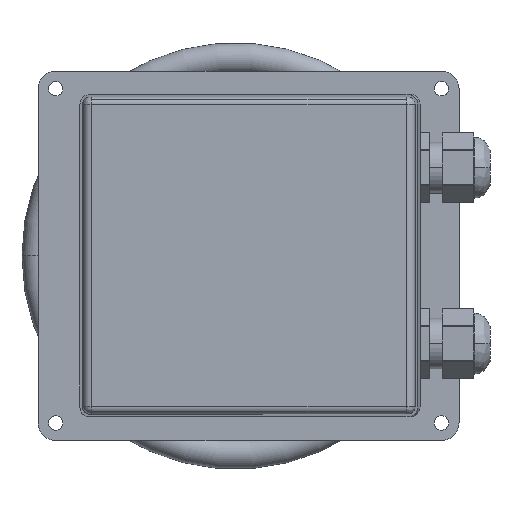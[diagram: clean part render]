
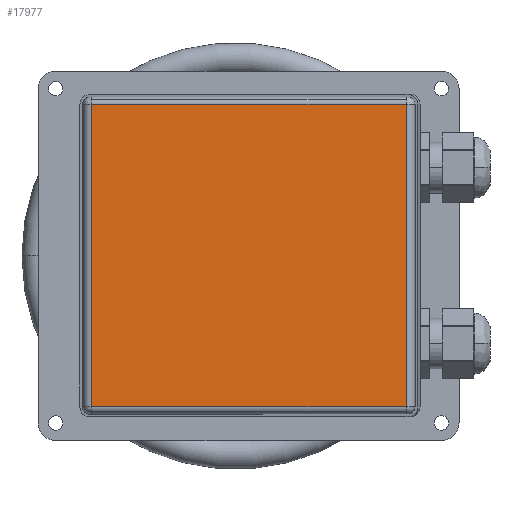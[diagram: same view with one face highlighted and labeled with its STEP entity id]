
A CAD part, top view. The second image highlights one B-rep face of the part: STEP entity #17977.
In plain terms, the highlighted planar face has unit normal (0, 0, 1).
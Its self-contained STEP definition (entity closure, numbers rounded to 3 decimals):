
#294 = EDGE_CURVE ( 'NONE', #33543, #21600, #34351, .T. ) ;
#957 = CARTESIAN_POINT ( 'NONE',  ( -51.873, -54.61, 61.223 ) ) ;
#1697 = VERTEX_POINT ( 'NONE', #5898 ) ;
#2466 = CARTESIAN_POINT ( 'NONE',  ( 61.722, -54.61, 61.223 ) ) ;
#3415 = LINE ( 'NONE', #21526, #13138 ) ;
#3712 = LINE ( 'NONE', #957, #28631 ) ;
#4967 = EDGE_CURVE ( 'NONE', #1697, #15182, #3712, .T. ) ;
#5473 = CARTESIAN_POINT ( 'NONE',  ( 61.722, 54.61, 61.223 ) ) ;
#5898 = CARTESIAN_POINT ( 'NONE',  ( -51.873, -54.61, 61.223 ) ) ;
#6896 = DIRECTION ( 'NONE',  ( 1., 0., 0. ) ) ;
#7827 = FACE_OUTER_BOUND ( 'NONE', #13950, .T. ) ;
#8952 = CARTESIAN_POINT ( 'NONE',  ( -51.873, 0., 61.223 ) ) ;
#9136 = DIRECTION ( 'NONE',  ( 1., 0., 0. ) ) ;
#9354 = DIRECTION ( 'NONE',  ( -1., 0., 0. ) ) ;
#11513 = PLANE ( 'NONE',  #15141 ) ;
#13138 = VECTOR ( 'NONE', #9354, 1000. ) ;
#13742 = CARTESIAN_POINT ( 'NONE',  ( 61.722, -54.61, 61.223 ) ) ;
#13796 = CARTESIAN_POINT ( 'NONE',  ( -51.873, 54.61, 61.223 ) ) ;
#13950 = EDGE_LOOP ( 'NONE', ( #32925, #23717, #30266, #32890 ) ) ;
#15141 = AXIS2_PLACEMENT_3D ( 'NONE', #8952, #29945, #9136 ) ;
#15182 = VERTEX_POINT ( 'NONE', #13796 ) ;
#17977 = ADVANCED_FACE ( 'NONE', ( #7827 ), #11513, .T. ) ;
#21526 = CARTESIAN_POINT ( 'NONE',  ( 61.722, -54.61, 61.223 ) ) ;
#21600 = VERTEX_POINT ( 'NONE', #5473 ) ;
#23630 = DIRECTION ( 'NONE',  ( 0., 1., 0. ) ) ;
#23717 = ORIENTED_EDGE ( 'NONE', *, *, #4967, .F. ) ;
#24386 = VECTOR ( 'NONE', #6896, 1000. ) ;
#24580 = LINE ( 'NONE', #36565, #24386 ) ;
#28631 = VECTOR ( 'NONE', #23630, 1000. ) ;
#29945 = DIRECTION ( 'NONE',  ( 0., 0., 1. ) ) ;
#30266 = ORIENTED_EDGE ( 'NONE', *, *, #38845, .F. ) ;
#32890 = ORIENTED_EDGE ( 'NONE', *, *, #294, .T. ) ;
#32925 = ORIENTED_EDGE ( 'NONE', *, *, #37711, .F. ) ;
#33543 = VERTEX_POINT ( 'NONE', #2466 ) ;
#34351 = LINE ( 'NONE', #13742, #35884 ) ;
#35884 = VECTOR ( 'NONE', #37686, 1000. ) ;
#36565 = CARTESIAN_POINT ( 'NONE',  ( -51.873, 54.61, 61.223 ) ) ;
#37686 = DIRECTION ( 'NONE',  ( 0., 1., 0. ) ) ;
#37711 = EDGE_CURVE ( 'NONE', #15182, #21600, #24580, .T. ) ;
#38845 = EDGE_CURVE ( 'NONE', #33543, #1697, #3415, .T. ) ;
